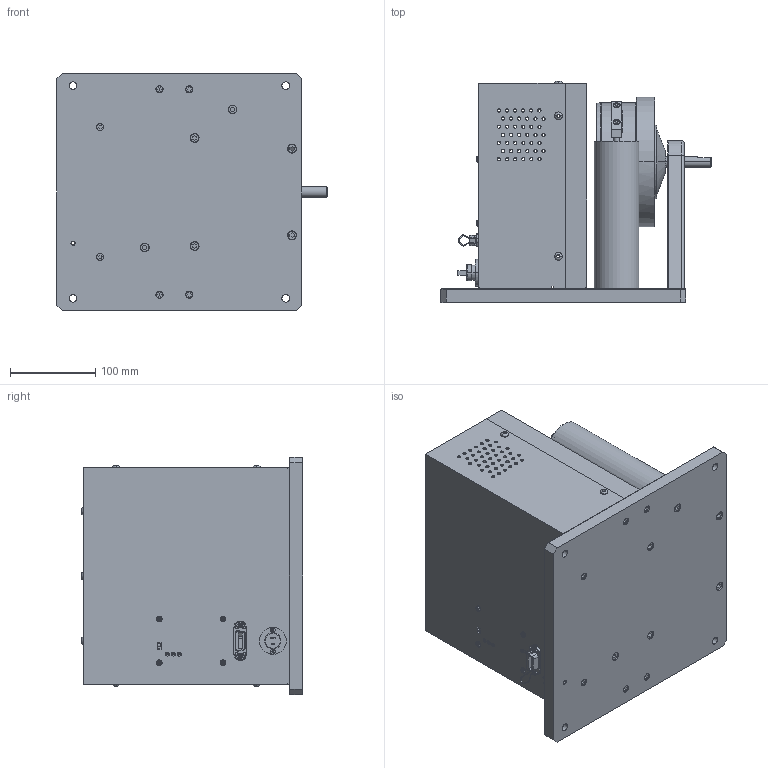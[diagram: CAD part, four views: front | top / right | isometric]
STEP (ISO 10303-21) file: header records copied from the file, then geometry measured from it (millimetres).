
FILE_DESCRIPTION (( 'STEP AP214' ), '1' );
FILE_NAME ('HD-700-0100_A_EF.STEP', '2013-12-17T14:02:47', ( 'magtrol' ), ( '' ), 'SwSTEP 2.0', 'SolidWorks 2013', '' );
FILE_SCHEMA (( 'AUTOMOTIVE_DESIGN' ));
Length unit declared in the file: inch
Products named in the file (1): HD-700-0100_A_EF
Bounding box: 317.61 x 259.74 x 279.4 mm (x, y, z)
Surface area: 788210.6 mm2 (no closed solid volume)
Topology: 0 solids, 74 shells, 845 faces, 3506 edges, 2710 vertices
Faces by surface type: cylinder 394, plane 341, cone 58, torus 52
Entity records: 48664 total; most frequent: CARTESIAN_POINT 7594, DIRECTION 6604, ORIENTED_EDGE 5176, EDGE_CURVE 3506, VERTEX_POINT 2710, AXIS2_PLACEMENT_3D 2377, LINE 1850, VECTOR 1850
